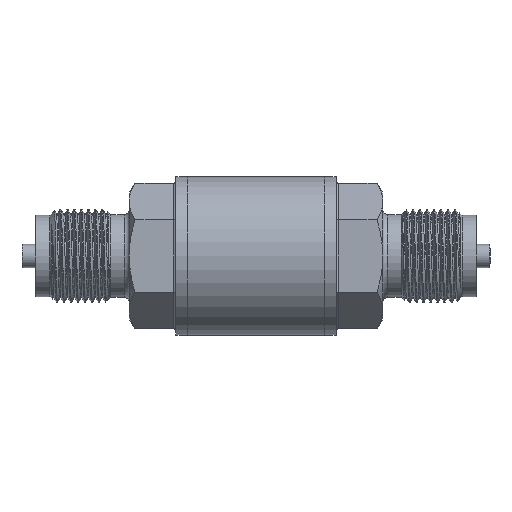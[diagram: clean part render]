
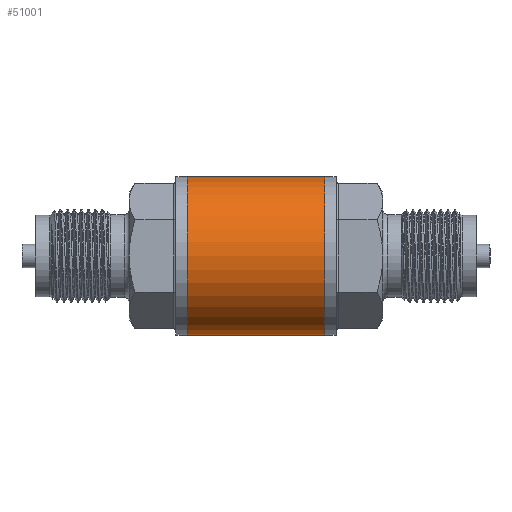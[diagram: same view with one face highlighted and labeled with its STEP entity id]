
A CAD part, front view. The second image highlights one B-rep face of the part: STEP entity #51001.
In plain terms, the highlighted cylindrical face has radius 17 mm (diameter 34 mm), a full revolution.
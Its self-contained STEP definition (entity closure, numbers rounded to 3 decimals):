
#210=FACE_BOUND('',#6300,.T.);
#3497=FACE_OUTER_BOUND('',#6299,.T.);
#6299=EDGE_LOOP('',(#35783,#35784,#35785,#35786));
#6300=EDGE_LOOP('',(#35787,#35788));
#8783=CIRCLE('',#53732,17.);
#8784=CIRCLE('',#53733,17.);
#10154=B_SPLINE_CURVE_WITH_KNOTS('',3,(#85245,#85246,#85247,#85248,#85249,
#85250,#85251,#85252,#85253,#85254,#85255,#85256,#85257,#85258,#85259,#85260,
#85261,#85262,#85263,#85264),.UNSPECIFIED.,.F.,.F.,(4,2,2,2,2,2,2,2,2,4),
(-5.022,-4.957,-4.66,-4.362,
-4.065,-3.767,-3.47,-2.9,
-2.615,-2.33),.UNSPECIFIED.);
#10155=B_SPLINE_CURVE_WITH_KNOTS('',3,(#85265,#85266,#85267,#85268,#85269,
#85270,#85271,#85272,#85273,#85274,#85275,#85276,#85277,#85278,#85279,#85280,
#85281,#85282,#85283,#85284,#85285,#85286,#85287,#85288,#85289,#85290,#85291,
#85292,#85293,#85294,#85295,#85296,#85297,#85298,#85299,#85300,#85301,#85302,
#85303,#85304,#85305,#85306,#85307),.UNSPECIFIED.,.F.,.F.,(4,2,2,2,2,2,
2,3,2,2,2,2,2,2,2,2,2,2,2,2,4),(-2.33,-2.045,-1.76,
-1.19,-0.893,-0.595,-0.298,
0.,0.298,0.595,0.893,1.19,
1.76,2.045,2.33,2.615,2.9,
3.47,3.767,4.065,4.297),
 .UNSPECIFIED.);
#11805=LINE('',#85323,#16166);
#16166=VECTOR('',#58526,17.);
#20861=VERTEX_POINT('',#85243);
#20862=VERTEX_POINT('',#85244);
#20865=VERTEX_POINT('',#85320);
#20866=VERTEX_POINT('',#85322);
#26616=EDGE_CURVE('',#20861,#20862,#10154,.T.);
#26617=EDGE_CURVE('',#20862,#20861,#10155,.T.);
#26622=EDGE_CURVE('',#20865,#20865,#8783,.T.);
#26623=EDGE_CURVE('',#20865,#20866,#11805,.T.);
#26624=EDGE_CURVE('',#20866,#20866,#8784,.T.);
#35783=ORIENTED_EDGE('',*,*,#26622,.F.);
#35784=ORIENTED_EDGE('',*,*,#26623,.T.);
#35785=ORIENTED_EDGE('',*,*,#26624,.F.);
#35786=ORIENTED_EDGE('',*,*,#26623,.F.);
#35787=ORIENTED_EDGE('',*,*,#26616,.T.);
#35788=ORIENTED_EDGE('',*,*,#26617,.T.);
#49861=CYLINDRICAL_SURFACE('',#53731,17.);
#51001=ADVANCED_FACE('',(#3497,#210),#49861,.T.);
#53731=AXIS2_PLACEMENT_3D('',#85319,#58522,#58523);
#53732=AXIS2_PLACEMENT_3D('',#85321,#58524,#58525);
#53733=AXIS2_PLACEMENT_3D('',#85324,#58527,#58528);
#58522=DIRECTION('center_axis',(1.,0.,0.));
#58523=DIRECTION('ref_axis',(0.,0.,-1.));
#58524=DIRECTION('center_axis',(1.,0.,0.));
#58525=DIRECTION('ref_axis',(0.,0.,-1.));
#58526=DIRECTION('',(-1.,0.,0.));
#58527=DIRECTION('center_axis',(-1.,0.,0.));
#58528=DIRECTION('ref_axis',(0.,0.,-1.));
#85243=CARTESIAN_POINT('',(3.5,9.909,13.813));
#85244=CARTESIAN_POINT('',(-14.25,17.,0.));
#85245=CARTESIAN_POINT('Ctrl Pts',(3.5,9.909,13.813));
#85246=CARTESIAN_POINT('Ctrl Pts',(3.3,9.838,13.864));
#85247=CARTESIAN_POINT('Ctrl Pts',(3.099,9.772,13.911));
#85248=CARTESIAN_POINT('Ctrl Pts',(1.961,9.433,14.147));
#85249=CARTESIAN_POINT('Ctrl Pts',(0.992,9.27,14.25));
#85250=CARTESIAN_POINT('Ctrl Pts',(-0.992,9.27,
14.25));
#85251=CARTESIAN_POINT('Ctrl Pts',(-1.961,9.433,14.147));
#85252=CARTESIAN_POINT('Ctrl Pts',(-3.829,9.99,13.759));
#85253=CARTESIAN_POINT('Ctrl Pts',(-4.729,10.381,13.475));
#85254=CARTESIAN_POINT('Ctrl Pts',(-6.439,11.264,12.746));
#85255=CARTESIAN_POINT('Ctrl Pts',(-7.251,11.755,12.301));
#85256=CARTESIAN_POINT('Ctrl Pts',(-8.759,12.741,11.277));
#85257=CARTESIAN_POINT('Ctrl Pts',(-9.454,13.234,10.698));
#85258=CARTESIAN_POINT('Ctrl Pts',(-11.268,14.569,8.885));
#85259=CARTESIAN_POINT('Ctrl Pts',(-12.355,15.44,7.35));
#85260=CARTESIAN_POINT('Ctrl Pts',(-13.475,16.354,4.732));
#85261=CARTESIAN_POINT('Ctrl Pts',(-13.766,16.596,3.807));
#85262=CARTESIAN_POINT('Ctrl Pts',(-14.154,16.919,1.916));
#85263=CARTESIAN_POINT('Ctrl Pts',(-14.25,17.,0.95));
#85264=CARTESIAN_POINT('Ctrl Pts',(-14.25,17.,0.));
#85265=CARTESIAN_POINT('Ctrl Pts',(-14.25,17.,0.));
#85266=CARTESIAN_POINT('Ctrl Pts',(-14.25,17.,-0.95));
#85267=CARTESIAN_POINT('Ctrl Pts',(-14.154,16.919,-1.916));
#85268=CARTESIAN_POINT('Ctrl Pts',(-13.766,16.596,-3.807));
#85269=CARTESIAN_POINT('Ctrl Pts',(-13.475,16.354,-4.732));
#85270=CARTESIAN_POINT('Ctrl Pts',(-12.355,15.44,-7.35));
#85271=CARTESIAN_POINT('Ctrl Pts',(-11.268,14.569,-8.885));
#85272=CARTESIAN_POINT('Ctrl Pts',(-9.454,13.234,-10.698));
#85273=CARTESIAN_POINT('Ctrl Pts',(-8.759,12.741,-11.277));
#85274=CARTESIAN_POINT('Ctrl Pts',(-7.251,11.755,-12.301));
#85275=CARTESIAN_POINT('Ctrl Pts',(-6.439,11.264,-12.746));
#85276=CARTESIAN_POINT('Ctrl Pts',(-4.729,10.381,-13.475));
#85277=CARTESIAN_POINT('Ctrl Pts',(-3.829,9.99,-13.759));
#85278=CARTESIAN_POINT('Ctrl Pts',(-1.961,9.433,-14.147));
#85279=CARTESIAN_POINT('Ctrl Pts',(-0.992,9.27,
-14.25));
#85280=CARTESIAN_POINT('Ctrl Pts',(0.,9.27,-14.25));
#85281=CARTESIAN_POINT('Ctrl Pts',(0.992,9.27,-14.25));
#85282=CARTESIAN_POINT('Ctrl Pts',(1.961,9.433,-14.147));
#85283=CARTESIAN_POINT('Ctrl Pts',(3.829,9.99,-13.759));
#85284=CARTESIAN_POINT('Ctrl Pts',(4.729,10.381,-13.475));
#85285=CARTESIAN_POINT('Ctrl Pts',(6.439,11.264,-12.746));
#85286=CARTESIAN_POINT('Ctrl Pts',(7.251,11.755,-12.301));
#85287=CARTESIAN_POINT('Ctrl Pts',(8.759,12.741,-11.277));
#85288=CARTESIAN_POINT('Ctrl Pts',(9.454,13.234,-10.698));
#85289=CARTESIAN_POINT('Ctrl Pts',(11.268,14.569,-8.885));
#85290=CARTESIAN_POINT('Ctrl Pts',(12.355,15.44,-7.35));
#85291=CARTESIAN_POINT('Ctrl Pts',(13.475,16.354,-4.732));
#85292=CARTESIAN_POINT('Ctrl Pts',(13.766,16.596,-3.807));
#85293=CARTESIAN_POINT('Ctrl Pts',(14.154,16.919,-1.916));
#85294=CARTESIAN_POINT('Ctrl Pts',(14.25,17.,-0.95));
#85295=CARTESIAN_POINT('Ctrl Pts',(14.25,17.,0.95));
#85296=CARTESIAN_POINT('Ctrl Pts',(14.154,16.919,1.916));
#85297=CARTESIAN_POINT('Ctrl Pts',(13.766,16.596,3.807));
#85298=CARTESIAN_POINT('Ctrl Pts',(13.475,16.354,4.732));
#85299=CARTESIAN_POINT('Ctrl Pts',(12.355,15.44,7.35));
#85300=CARTESIAN_POINT('Ctrl Pts',(11.268,14.569,8.885));
#85301=CARTESIAN_POINT('Ctrl Pts',(9.454,13.234,10.698));
#85302=CARTESIAN_POINT('Ctrl Pts',(8.759,12.741,11.277));
#85303=CARTESIAN_POINT('Ctrl Pts',(7.251,11.755,12.301));
#85304=CARTESIAN_POINT('Ctrl Pts',(6.439,11.264,12.746));
#85305=CARTESIAN_POINT('Ctrl Pts',(4.915,10.477,13.395));
#85306=CARTESIAN_POINT('Ctrl Pts',(4.219,10.163,13.631));
#85307=CARTESIAN_POINT('Ctrl Pts',(3.5,9.909,13.813));
#85319=CARTESIAN_POINT('Origin',(0.,0.,0.));
#85320=CARTESIAN_POINT('',(14.7,0.,17.));
#85321=CARTESIAN_POINT('Origin',(14.7,0.,0.));
#85322=CARTESIAN_POINT('',(-14.7,0.,17.));
#85323=CARTESIAN_POINT('',(0.,0.,17.));
#85324=CARTESIAN_POINT('Origin',(-14.7,0.,0.));
